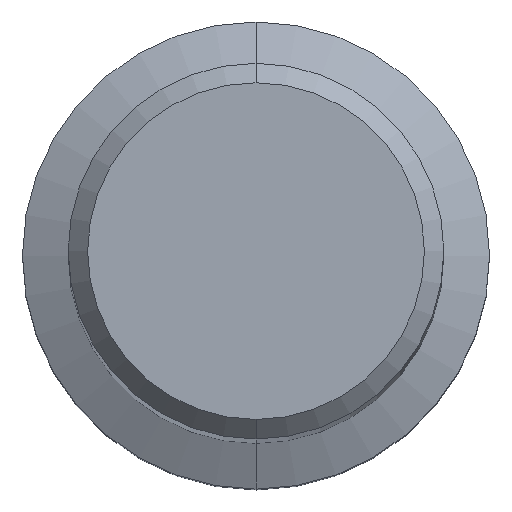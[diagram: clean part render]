
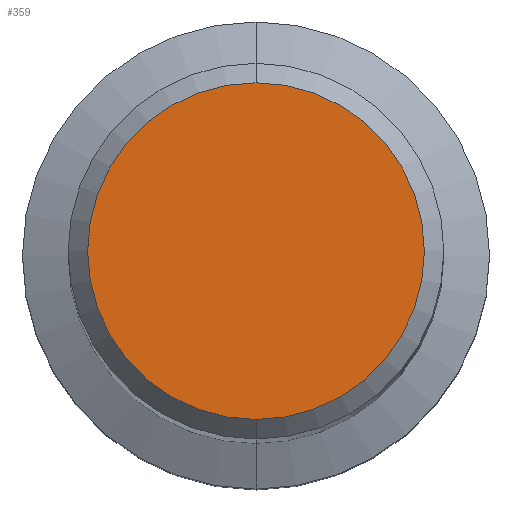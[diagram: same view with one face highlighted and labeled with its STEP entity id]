
A CAD part, top view. The second image highlights one B-rep face of the part: STEP entity #359.
In plain terms, the highlighted planar face has unit normal (0, 0, 1).
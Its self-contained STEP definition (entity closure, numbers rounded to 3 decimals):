
#257=VERTEX_POINT('',#619);
#333=EDGE_CURVE('',#257,#443,#706,.T.);
#359=ADVANCED_FACE('',(#737),#738,.T.);
#443=VERTEX_POINT('',#825);
#489=EDGE_CURVE('',#443,#257,#875,.T.);
#619=CARTESIAN_POINT('',(0.,-8.65,0.0));
#706=CIRCLE('',#1222,8.65);
#737=FACE_OUTER_BOUND('',#1257,.T.);
#738=PLANE('',#1258);
#825=CARTESIAN_POINT('',(0.0,8.65,0.0));
#875=CIRCLE('',#1589,8.65);
#1222=AXIS2_PLACEMENT_3D('',#1875,#1876,#1877);
#1257=EDGE_LOOP('',(#1942,#1943));
#1258=AXIS2_PLACEMENT_3D('',#1944,#1945,#1946);
#1589=AXIS2_PLACEMENT_3D('',#2058,#2059,#2060);
#1875=CARTESIAN_POINT('',(0.0,0.0,0.0));
#1876=DIRECTION('',(0.0,0.0,-1.0));
#1877=DIRECTION('',(0.0,1.0,0.0));
#1942=ORIENTED_EDGE('',*,*,#489,.F.);
#1943=ORIENTED_EDGE('',*,*,#333,.F.);
#1944=CARTESIAN_POINT('',(0.0,4.325,0.0));
#1945=DIRECTION('',(-0.0,0.0,1.0));
#1946=DIRECTION('',(0.0,-1.0,0.0));
#2058=CARTESIAN_POINT('',(0.0,0.0,0.0));
#2059=DIRECTION('',(0.0,0.0,-1.0));
#2060=DIRECTION('',(0.0,1.0,0.0));
